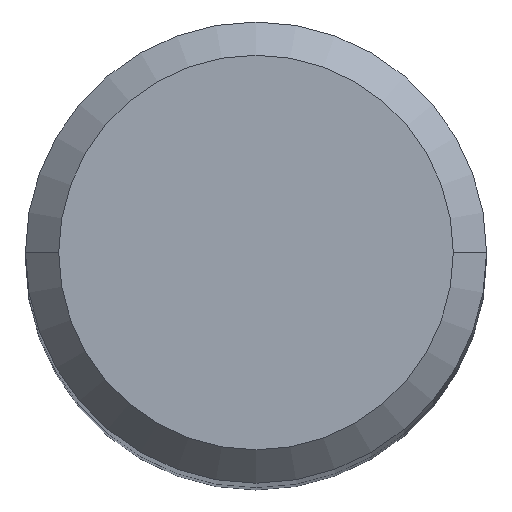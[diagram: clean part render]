
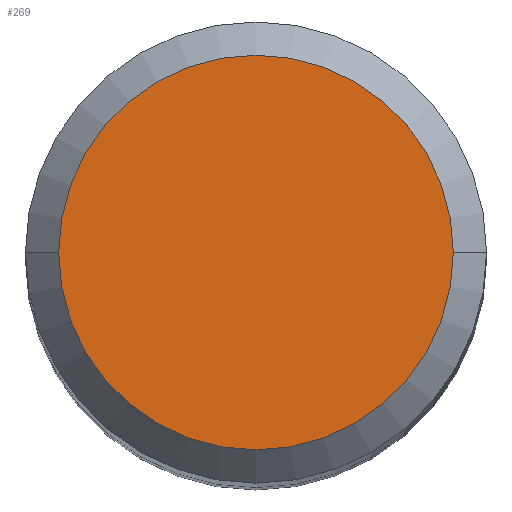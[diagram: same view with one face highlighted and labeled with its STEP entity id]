
A CAD part, top view. The second image highlights one B-rep face of the part: STEP entity #269.
In plain terms, the highlighted planar face has unit normal (0, 0, 1).
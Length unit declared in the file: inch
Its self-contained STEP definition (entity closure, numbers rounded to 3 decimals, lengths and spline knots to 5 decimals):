
#10 = ORIENTED_EDGE ( 'NONE', *, *, #283, .T. ) ;
#46 = EDGE_LOOP ( 'NONE', ( #10, #91 ) ) ;
#49 = DIRECTION ( 'NONE',  ( -1., 0., 0. ) ) ;
#56 = DIRECTION ( 'NONE',  ( 1., 0., 0. ) ) ;
#59 = CARTESIAN_POINT ( 'NONE',  ( -0.1853, 0., 0. ) ) ;
#80 = PLANE ( 'NONE',  #353 ) ;
#81 = VERTEX_POINT ( 'NONE', #59 ) ;
#91 = ORIENTED_EDGE ( 'NONE', *, *, #254, .T. ) ;
#113 = CARTESIAN_POINT ( 'NONE',  ( 0., 0., 0. ) ) ;
#116 = CARTESIAN_POINT ( 'NONE',  ( 0., 0., 0. ) ) ;
#163 = DIRECTION ( 'NONE',  ( 0., 0., -1. ) ) ;
#194 = AXIS2_PLACEMENT_3D ( 'NONE', #113, #320, #378 ) ;
#239 = VERTEX_POINT ( 'NONE', #385 ) ;
#254 = EDGE_CURVE ( 'NONE', #239, #81, #339, .T. ) ;
#262 = CARTESIAN_POINT ( 'NONE',  ( 0., 0., 0. ) ) ;
#269 = ADVANCED_FACE ( 'NONE', ( #327 ), #80, .F. ) ;
#283 = EDGE_CURVE ( 'NONE', #81, #239, #368, .T. ) ;
#291 = AXIS2_PLACEMENT_3D ( 'NONE', #116, #295, #56 ) ;
#295 = DIRECTION ( 'NONE',  ( 0., 0., 1. ) ) ;
#320 = DIRECTION ( 'NONE',  ( 0., 0., 1. ) ) ;
#327 = FACE_OUTER_BOUND ( 'NONE', #46, .T. ) ;
#339 = CIRCLE ( 'NONE', #194, 0.1853 ) ;
#353 = AXIS2_PLACEMENT_3D ( 'NONE', #262, #163, #49 ) ;
#368 = CIRCLE ( 'NONE', #291, 0.1853 ) ;
#378 = DIRECTION ( 'NONE',  ( 1., 0., 0. ) ) ;
#385 = CARTESIAN_POINT ( 'NONE',  ( 0.1853, 0., 0. ) ) ;
